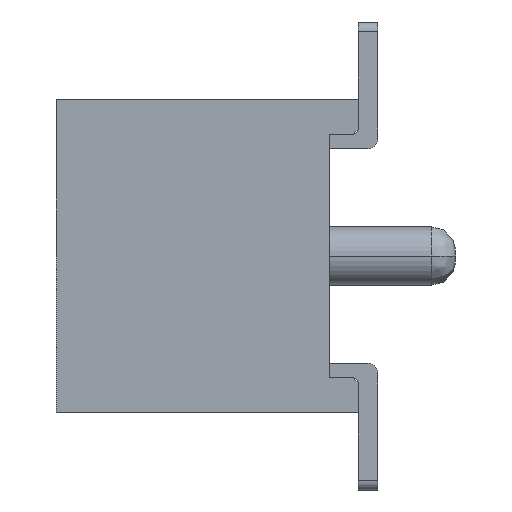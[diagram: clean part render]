
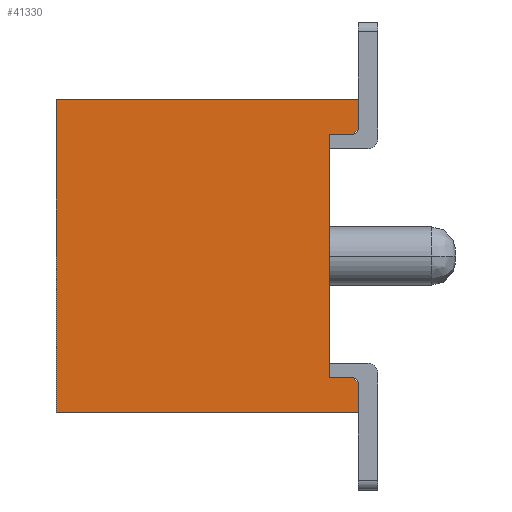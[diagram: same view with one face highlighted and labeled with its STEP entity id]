
A CAD part, left-side view. The second image highlights one B-rep face of the part: STEP entity #41330.
In plain terms, the highlighted planar face has unit normal (-1, 0, 0).
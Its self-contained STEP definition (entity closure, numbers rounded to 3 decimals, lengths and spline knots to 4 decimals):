
#5469=DIRECTION('',(0.,0.,1.));
#5470=VECTOR('',#5469,3.2);
#5471=CARTESIAN_POINT('',(-16.15,3.1,-1.6));
#5472=LINE('',#5471,#5470);
#6765=DIRECTION('',(0.,-0.707,0.707));
#6766=VECTOR('',#6765,0.0707);
#6767=CARTESIAN_POINT('',(-16.15,0.05,1.25));
#6768=LINE('',#6767,#6766);
#6769=DIRECTION('',(0.,1.,0.));
#6770=VECTOR('',#6769,0.25);
#6771=CARTESIAN_POINT('',(-16.15,0.05,1.25));
#6772=LINE('',#6771,#6770);
#6773=DIRECTION('',(0.,0.,1.));
#6774=VECTOR('',#6773,2.5);
#6775=CARTESIAN_POINT('',(-16.15,0.3,-1.25));
#6776=LINE('',#6775,#6774);
#6777=DIRECTION('',(0.,1.,0.));
#6778=VECTOR('',#6777,0.25);
#6779=CARTESIAN_POINT('',(-16.15,0.05,-1.25));
#6780=LINE('',#6779,#6778);
#6781=DIRECTION('',(0.,0.707,0.707));
#6782=VECTOR('',#6781,0.0707);
#6783=CARTESIAN_POINT('',(-16.15,0.,-1.3));
#6784=LINE('',#6783,#6782);
#6785=DIRECTION('',(0.,1.,0.));
#6786=VECTOR('',#6785,3.1);
#6787=CARTESIAN_POINT('',(-16.15,0.,-1.6));
#6788=LINE('',#6787,#6786);
#6817=DIRECTION('',(0.,0.,1.));
#6818=VECTOR('',#6817,0.3);
#6819=CARTESIAN_POINT('',(-16.15,0.,1.3));
#6820=LINE('',#6819,#6818);
#6841=DIRECTION('',(0.,0.,1.));
#6842=VECTOR('',#6841,0.3);
#6843=CARTESIAN_POINT('',(-16.15,0.,-1.6));
#6844=LINE('',#6843,#6842);
#6845=DIRECTION('',(0.,1.,0.));
#6846=VECTOR('',#6845,3.1);
#6847=CARTESIAN_POINT('',(-16.15,0.,1.6));
#6848=LINE('',#6847,#6846);
#27737=CARTESIAN_POINT('',(-16.15,0.,1.6));
#27739=VERTEX_POINT('',#27737);
#27742=CARTESIAN_POINT('',(-16.15,0.,-1.6));
#27744=VERTEX_POINT('',#27742);
#27745=CARTESIAN_POINT('',(-16.15,3.1,-1.6));
#27746=CARTESIAN_POINT('',(-16.15,3.1,1.6));
#27747=VERTEX_POINT('',#27745);
#27748=VERTEX_POINT('',#27746);
#27753=CARTESIAN_POINT('',(-16.15,0.3,-1.25));
#27754=CARTESIAN_POINT('',(-16.15,0.3,1.25));
#27755=VERTEX_POINT('',#27753);
#27756=VERTEX_POINT('',#27754);
#27859=CARTESIAN_POINT('',(-16.15,0.05,1.25));
#27860=VERTEX_POINT('',#27859);
#27861=CARTESIAN_POINT('',(-16.15,0.,1.3));
#27862=VERTEX_POINT('',#27861);
#27863=CARTESIAN_POINT('',(-16.15,0.,-1.3));
#27864=CARTESIAN_POINT('',(-16.15,0.05,-1.25));
#27865=VERTEX_POINT('',#27863);
#27866=VERTEX_POINT('',#27864);
#41307=CARTESIAN_POINT('',(-16.15,0.,-1.6));
#41308=DIRECTION('',(-1.,0.,0.));
#41309=DIRECTION('',(0.,0.,1.));
#41310=AXIS2_PLACEMENT_3D('',#41307,#41308,#41309);
#41311=PLANE('',#41310);
#41313=ORIENTED_EDGE('',*,*,#41312,.F.);
#41314=ORIENTED_EDGE('',*,*,#39705,.T.);
#41315=ORIENTED_EDGE('',*,*,#38850,.F.);
#41316=ORIENTED_EDGE('',*,*,#39230,.F.);
#41318=ORIENTED_EDGE('',*,*,#41317,.F.);
#41320=ORIENTED_EDGE('',*,*,#41319,.F.);
#41322=ORIENTED_EDGE('',*,*,#41321,.T.);
#41323=ORIENTED_EDGE('',*,*,#40497,.T.);
#41325=ORIENTED_EDGE('',*,*,#41324,.F.);
#41327=ORIENTED_EDGE('',*,*,#41326,.F.);
#41328=EDGE_LOOP('',(#41313,#41314,#41315,#41316,#41318,#41320,#41322,#41323,
#41325,#41327));
#41329=FACE_OUTER_BOUND('',#41328,.F.);
#38850=EDGE_CURVE('',#27755,#27756,#6776,.T.);
#39230=EDGE_CURVE('',#27866,#27755,#6780,.T.);
#39705=EDGE_CURVE('',#27860,#27756,#6772,.T.);
#40497=EDGE_CURVE('',#27747,#27748,#5472,.T.);
#41312=EDGE_CURVE('',#27860,#27862,#6768,.T.);
#41317=EDGE_CURVE('',#27865,#27866,#6784,.T.);
#41319=EDGE_CURVE('',#27744,#27865,#6844,.T.);
#41321=EDGE_CURVE('',#27744,#27747,#6788,.T.);
#41324=EDGE_CURVE('',#27739,#27748,#6848,.T.);
#41326=EDGE_CURVE('',#27862,#27739,#6820,.T.);
#41330=ADVANCED_FACE('',(#41329),#41311,.T.);
